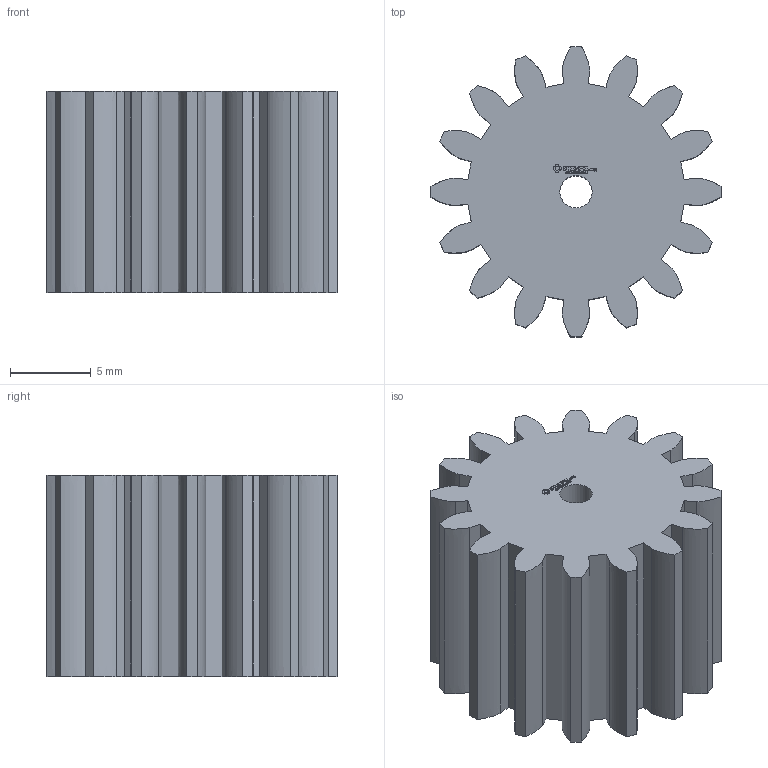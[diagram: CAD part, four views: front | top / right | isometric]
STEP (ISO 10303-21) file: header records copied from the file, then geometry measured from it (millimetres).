
FILE_DESCRIPTION(('FreeCAD Model'),'2;1');
FILE_NAME('Open CASCADE Shape Model','2024-03-09T17:23:24',(''),(''), 'Open CASCADE STEP processor 7.6','FreeCAD','Unknown');
FILE_SCHEMA(('AUTOMOTIVE_DESIGN { 1 0 10303 214 1 1 1 1 }'));
Length unit declared in the file: millimetre
Products named in the file (1): Gear Wheel PLN TTH16 BU01.00 SFT2.0mm - SPN-GWH-0044 (stemfie.org)
Bounding box: 17.99 x 17.99 x 12.5 mm (x, y, z)
Volume: 2389.1 mm3; surface area: 1778 mm2
Topology: 1 solids, 1 shells, 541 faces, 1521 edges, 1014 vertices
Faces by surface type: plane 334, extrusion 206, cylinder 1
Full cylindrical faces by diameter (mm): 2 x1
Entity records: 40778 total; most frequent: CARTESIAN_POINT 10919, DIRECTION 4619, VECTOR 3941, LINE 3735, ORIENTED_EDGE 3042, PCURVE 3042, DEFINITIONAL_REPRESENTATION 3042, EDGE_CURVE 1521
